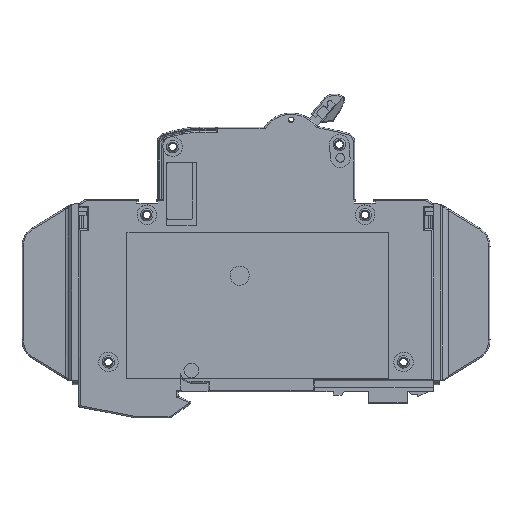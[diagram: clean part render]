
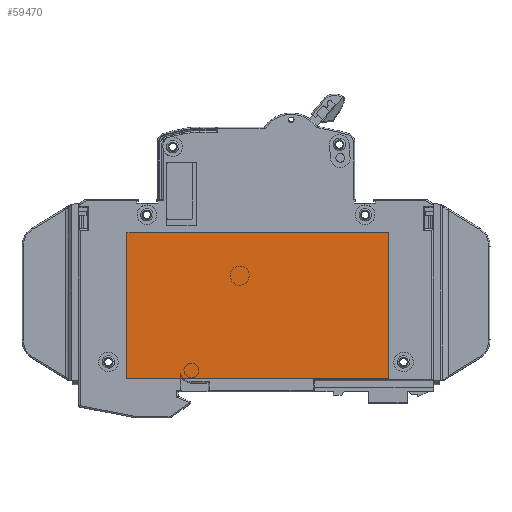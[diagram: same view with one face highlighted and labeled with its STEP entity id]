
A CAD part, top view. The second image highlights one B-rep face of the part: STEP entity #59470.
In plain terms, the highlighted planar face has unit normal (0, 0, 1).
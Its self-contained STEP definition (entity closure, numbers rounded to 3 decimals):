
#1681=PLANE('',#63627);
#4245=FACE_OUTER_BOUND('',#7558,.T.);
#7558=EDGE_LOOP('',(#44822,#44823,#44824,#44825));
#14372=LINE('',#104556,#20286);
#14375=LINE('',#104562,#20289);
#14378=LINE('',#104568,#20292);
#14383=LINE('',#104576,#20297);
#20286=VECTOR('',#73845,10.);
#20289=VECTOR('',#73850,10.);
#20292=VECTOR('',#73855,10.);
#20297=VECTOR('',#73862,10.);
#25929=VERTEX_POINT('',#104553);
#25930=VERTEX_POINT('',#104555);
#25932=VERTEX_POINT('',#104561);
#25934=VERTEX_POINT('',#104567);
#32603=EDGE_CURVE('',#25930,#25929,#14372,.T.);
#32606=EDGE_CURVE('',#25932,#25930,#14375,.T.);
#32609=EDGE_CURVE('',#25934,#25932,#14378,.T.);
#32614=EDGE_CURVE('',#25929,#25934,#14383,.T.);
#44822=ORIENTED_EDGE('',*,*,#32614,.T.);
#44823=ORIENTED_EDGE('',*,*,#32609,.T.);
#44824=ORIENTED_EDGE('',*,*,#32606,.T.);
#44825=ORIENTED_EDGE('',*,*,#32603,.T.);
#59470=ADVANCED_FACE('',(#4245),#1681,.T.);
#63627=AXIS2_PLACEMENT_3D('',#104577,#73863,#73864);
#73845=DIRECTION('',(0.,-1.,0.));
#73850=DIRECTION('',(-1.,0.,0.));
#73855=DIRECTION('',(0.,1.,0.));
#73862=DIRECTION('',(1.,0.,0.));
#73863=DIRECTION('center_axis',(0.,0.,1.));
#73864=DIRECTION('ref_axis',(1.,0.,0.));
#104553=CARTESIAN_POINT('',(-29.55,-16.,4.301));
#104555=CARTESIAN_POINT('',(-29.55,17.5,4.301));
#104556=CARTESIAN_POINT('',(-29.55,17.5,4.301));
#104561=CARTESIAN_POINT('',(30.45,17.5,4.301));
#104562=CARTESIAN_POINT('',(30.45,17.5,4.301));
#104567=CARTESIAN_POINT('',(30.45,-16.,4.301));
#104568=CARTESIAN_POINT('',(30.45,-16.,4.301));
#104576=CARTESIAN_POINT('',(-29.55,-16.,4.301));
#104577=CARTESIAN_POINT('Origin',(0.45,0.75,4.301));
